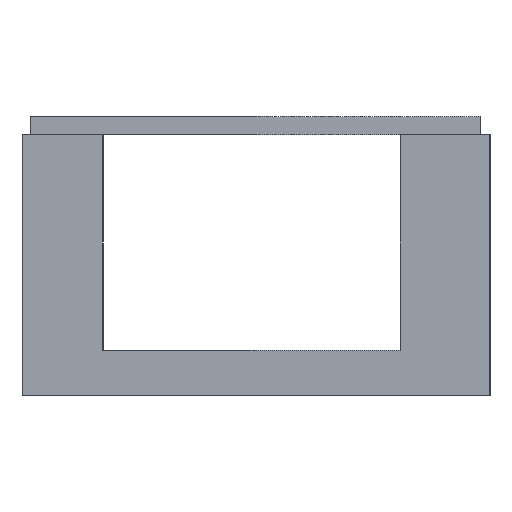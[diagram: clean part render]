
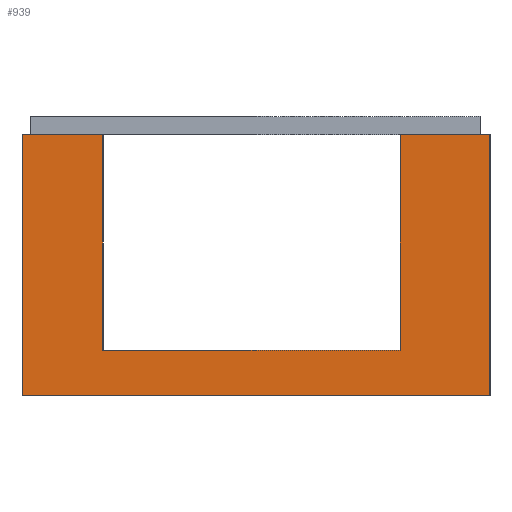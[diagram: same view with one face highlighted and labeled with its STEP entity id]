
A CAD part, left-side view. The second image highlights one B-rep face of the part: STEP entity #939.
In plain terms, the highlighted planar face has unit normal (-1, 0, 0).
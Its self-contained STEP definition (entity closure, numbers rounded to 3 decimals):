
#107=FACE_OUTER_BOUND('',#176,.T.);
#176=EDGE_LOOP('',(#744,#745,#746,#747,#748,#749,#750,#751));
#212=LINE('',#1349,#310);
#239=LINE('',#1430,#337);
#245=LINE('',#1455,#343);
#248=LINE('',#1462,#346);
#266=LINE('',#1508,#364);
#268=LINE('',#1512,#366);
#269=LINE('',#1514,#367);
#270=LINE('',#1515,#368);
#310=VECTOR('',#1074,10.);
#337=VECTOR('',#1149,10.);
#343=VECTOR('',#1177,10.);
#346=VECTOR('',#1184,10.);
#364=VECTOR('',#1232,10.);
#366=VECTOR('',#1236,10.);
#367=VECTOR('',#1237,10.);
#368=VECTOR('',#1238,10.);
#408=VERTEX_POINT('',#1346);
#409=VERTEX_POINT('',#1348);
#439=VERTEX_POINT('',#1429);
#447=VERTEX_POINT('',#1453);
#449=VERTEX_POINT('',#1461);
#462=VERTEX_POINT('',#1507);
#463=VERTEX_POINT('',#1511);
#464=VERTEX_POINT('',#1513);
#492=EDGE_CURVE('',#409,#408,#212,.T.);
#531=EDGE_CURVE('',#409,#439,#239,.T.);
#542=EDGE_CURVE('',#408,#447,#245,.T.);
#545=EDGE_CURVE('',#447,#449,#248,.T.);
#568=EDGE_CURVE('',#462,#439,#266,.T.);
#570=EDGE_CURVE('',#462,#463,#268,.T.);
#571=EDGE_CURVE('',#464,#449,#269,.T.);
#572=EDGE_CURVE('',#464,#463,#270,.T.);
#744=ORIENTED_EDGE('',*,*,#570,.F.);
#745=ORIENTED_EDGE('',*,*,#568,.T.);
#746=ORIENTED_EDGE('',*,*,#531,.F.);
#747=ORIENTED_EDGE('',*,*,#492,.T.);
#748=ORIENTED_EDGE('',*,*,#542,.T.);
#749=ORIENTED_EDGE('',*,*,#545,.T.);
#750=ORIENTED_EDGE('',*,*,#571,.F.);
#751=ORIENTED_EDGE('',*,*,#572,.T.);
#886=PLANE('',#1033);
#939=ADVANCED_FACE('',(#107),#886,.F.);
#1033=AXIS2_PLACEMENT_3D('',#1510,#1234,#1235);
#1074=DIRECTION('',(0.,1.,0.));
#1149=DIRECTION('',(0.,0.,1.));
#1177=DIRECTION('',(0.,0.,1.));
#1184=DIRECTION('',(0.,1.,0.));
#1232=DIRECTION('',(0.,1.,0.));
#1234=DIRECTION('center_axis',(1.,0.,0.));
#1235=DIRECTION('ref_axis',(0.,-1.,0.));
#1236=DIRECTION('',(0.,0.,-1.));
#1237=DIRECTION('',(0.,0.,1.));
#1238=DIRECTION('',(0.,-1.,0.));
#1346=CARTESIAN_POINT('',(-52.5,-9.,0.));
#1348=CARTESIAN_POINT('',(-52.5,-42.,0.));
#1349=CARTESIAN_POINT('',(-52.5,-52.,0.));
#1429=CARTESIAN_POINT('',(-52.5,-42.,24.));
#1430=CARTESIAN_POINT('',(-52.5,-42.,0.));
#1453=CARTESIAN_POINT('',(-52.5,-9.,24.));
#1455=CARTESIAN_POINT('',(-52.5,-9.,0.));
#1461=CARTESIAN_POINT('',(-52.5,0.,24.));
#1462=CARTESIAN_POINT('',(-52.5,-9.,24.));
#1507=CARTESIAN_POINT('',(-52.5,-52.,24.));
#1508=CARTESIAN_POINT('',(-52.5,-52.,24.));
#1510=CARTESIAN_POINT('Origin',(-52.5,0.,0.));
#1511=CARTESIAN_POINT('',(-52.5,-52.,-5.));
#1512=CARTESIAN_POINT('',(-52.5,-52.,0.));
#1513=CARTESIAN_POINT('',(-52.5,0.,-5.));
#1514=CARTESIAN_POINT('',(-52.5,0.,0.));
#1515=CARTESIAN_POINT('',(-52.5,-52.,-5.));
